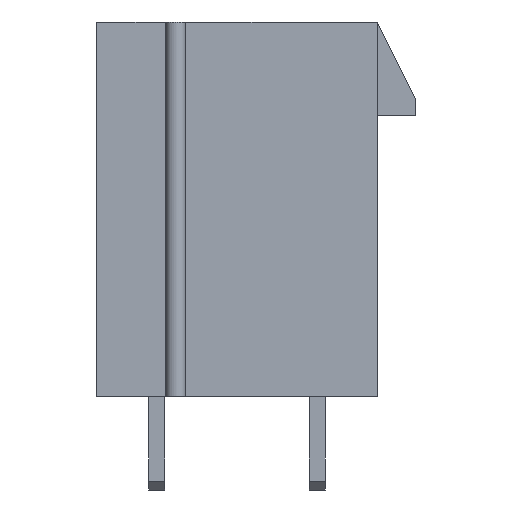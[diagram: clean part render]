
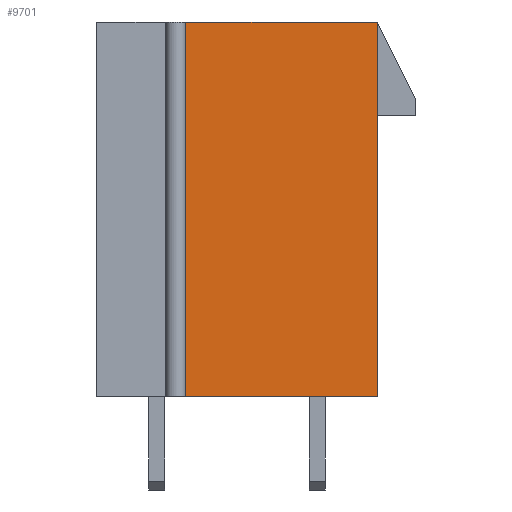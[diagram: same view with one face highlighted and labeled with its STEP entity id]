
A CAD part, left-side view. The second image highlights one B-rep face of the part: STEP entity #9701.
In plain terms, the highlighted planar face has unit normal (-1, 0, 0).
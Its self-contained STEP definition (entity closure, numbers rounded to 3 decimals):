
#114=PLANE('',#10264);
#655=FACE_OUTER_BOUND('',#1244,.T.);
#1244=EDGE_LOOP('',(#6861,#6862,#6863,#6864));
#1781=LINE('',#13174,#3082);
#1789=LINE('',#13190,#3090);
#1888=LINE('',#13389,#3189);
#2082=LINE('',#13776,#3383);
#3082=VECTOR('',#10785,1000.);
#3090=VECTOR('',#10797,1000.);
#3189=VECTOR('',#10900,1000.);
#3383=VECTOR('',#11144,1000.);
#4385=VERTEX_POINT('',#13168);
#4387=VERTEX_POINT('',#13172);
#4393=VERTEX_POINT('',#13188);
#4491=VERTEX_POINT('',#13388);
#5223=EDGE_CURVE('',#4387,#4385,#1781,.T.);
#5231=EDGE_CURVE('',#4387,#4393,#1789,.T.);
#5330=EDGE_CURVE('',#4385,#4491,#1888,.T.);
#5524=EDGE_CURVE('',#4491,#4393,#2082,.T.);
#6861=ORIENTED_EDGE('',*,*,#5223,.F.);
#6862=ORIENTED_EDGE('',*,*,#5231,.T.);
#6863=ORIENTED_EDGE('',*,*,#5524,.F.);
#6864=ORIENTED_EDGE('',*,*,#5330,.F.);
#9701=ADVANCED_FACE('',(#655),#114,.F.);
#10264=AXIS2_PLACEMENT_3D('',#13775,#11142,#11143);
#10785=DIRECTION('',(0.,0.,1.));
#10797=DIRECTION('',(0.,-1.,0.));
#10900=DIRECTION('',(0.,-1.,0.));
#11142=DIRECTION('center_axis',(1.,0.,0.));
#11143=DIRECTION('ref_axis',(0.,0.,-1.));
#11144=DIRECTION('',(0.,0.,-1.));
#13168=CARTESIAN_POINT('',(-2.65,4.5,12.8));
#13172=CARTESIAN_POINT('',(-2.65,4.5,0.));
#13174=CARTESIAN_POINT('',(-2.65,4.5,12.8));
#13188=CARTESIAN_POINT('',(-2.65,-2.05,0.));
#13190=CARTESIAN_POINT('',(-2.65,7.55,0.));
#13388=CARTESIAN_POINT('',(-2.65,-2.05,12.8));
#13389=CARTESIAN_POINT('',(-2.65,7.55,12.8));
#13775=CARTESIAN_POINT('Origin',(-2.65,7.55,12.8));
#13776=CARTESIAN_POINT('',(-2.65,-2.05,12.8));
